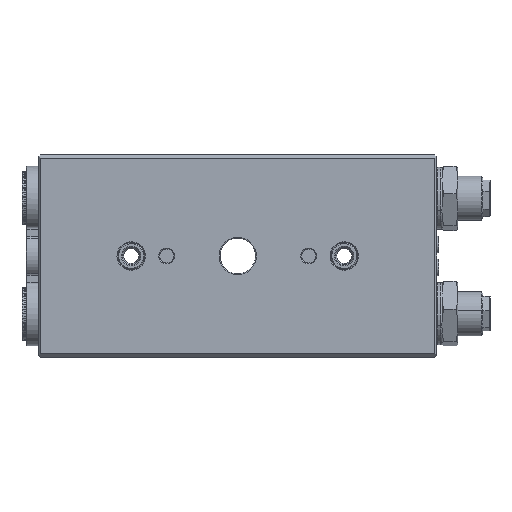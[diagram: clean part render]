
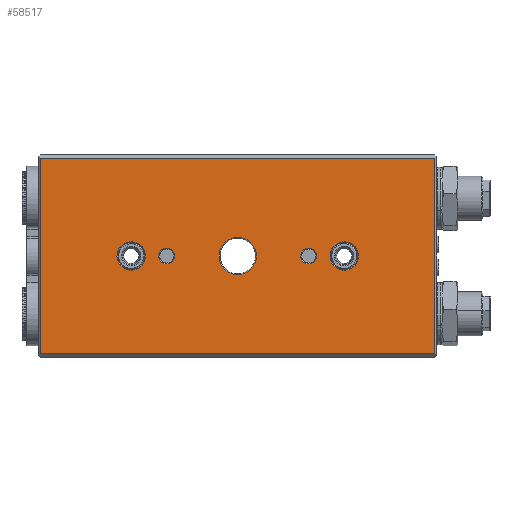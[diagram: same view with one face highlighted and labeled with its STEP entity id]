
A CAD part, front view. The second image highlights one B-rep face of the part: STEP entity #58517.
In plain terms, the highlighted planar face has unit normal (0, -1, 0).
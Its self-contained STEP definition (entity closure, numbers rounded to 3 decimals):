
#90 = FACE_BOUND ( 'NONE', #43636, .T. ) ;
#377 = DIRECTION ( 'NONE',  ( 0., 0., -1. ) ) ;
#578 = CARTESIAN_POINT ( 'NONE',  ( -40., 0., 0. ) ) ;
#1290 = EDGE_CURVE ( 'NONE', #39896, #44112, #53874, .T. ) ;
#1357 = VECTOR ( 'NONE', #48217, 1000. ) ;
#1593 = AXIS2_PLACEMENT_3D ( 'NONE', #25243, #30615, #41352 ) ;
#1733 = ORIENTED_EDGE ( 'NONE', *, *, #23765, .T. ) ;
#1891 = DIRECTION ( 'NONE',  ( 1., 0., 0. ) ) ;
#2218 = EDGE_LOOP ( 'NONE', ( #1733, #45547 ) ) ;
#2783 = CARTESIAN_POINT ( 'NONE',  ( -40., 0., 4.5 ) ) ;
#3001 = CIRCLE ( 'NONE', #65446, 4.5 ) ;
#4564 = EDGE_CURVE ( 'NONE', #42624, #34825, #46914, .T. ) ;
#5130 = VERTEX_POINT ( 'NONE', #18606 ) ;
#5834 = CIRCLE ( 'NONE', #56904, 8. ) ;
#6150 = LINE ( 'NONE', #32336, #30168 ) ;
#7263 = FACE_BOUND ( 'NONE', #44590, .T. ) ;
#7453 = CARTESIAN_POINT ( 'NONE',  ( 40., 0., 0. ) ) ;
#7893 = ORIENTED_EDGE ( 'NONE', *, *, #44888, .T. ) ;
#8174 = LINE ( 'NONE', #16545, #29002 ) ;
#10202 = ORIENTED_EDGE ( 'NONE', *, *, #1290, .T. ) ;
#10412 = DIRECTION ( 'NONE',  ( 0., 1., 0. ) ) ;
#10902 = DIRECTION ( 'NONE',  ( -1., 0., 0. ) ) ;
#11128 = DIRECTION ( 'NONE',  ( 0., 1., 0. ) ) ;
#11312 = FACE_BOUND ( 'NONE', #24465, .T. ) ;
#12601 = DIRECTION ( 'NONE',  ( 0., 0., -1. ) ) ;
#12674 = VERTEX_POINT ( 'NONE', #61184 ) ;
#12752 = CARTESIAN_POINT ( 'NONE',  ( 111., 0., 57. ) ) ;
#13953 = ORIENTED_EDGE ( 'NONE', *, *, #30782, .T. ) ;
#16183 = VERTEX_POINT ( 'NONE', #52956 ) ;
#16248 = DIRECTION ( 'NONE',  ( 0., 0., -1. ) ) ;
#16312 = CARTESIAN_POINT ( 'NONE',  ( -60., 0., 0. ) ) ;
#16545 = CARTESIAN_POINT ( 'NONE',  ( -111., 0., 55. ) ) ;
#16826 = CIRCLE ( 'NONE', #25709, 10.5 ) ;
#17110 = AXIS2_PLACEMENT_3D ( 'NONE', #16312, #11128, #27696 ) ;
#17419 = CARTESIAN_POINT ( 'NONE',  ( 111., 0., -55. ) ) ;
#17508 = ORIENTED_EDGE ( 'NONE', *, *, #51291, .T. ) ;
#18606 = CARTESIAN_POINT ( 'NONE',  ( -111., 0., -55. ) ) ;
#18924 = AXIS2_PLACEMENT_3D ( 'NONE', #19958, #45526, #56124 ) ;
#19021 = VECTOR ( 'NONE', #32624, 1000. ) ;
#19121 = AXIS2_PLACEMENT_3D ( 'NONE', #578, #32797, #16248 ) ;
#19673 = ORIENTED_EDGE ( 'NONE', *, *, #22380, .T. ) ;
#19958 = CARTESIAN_POINT ( 'NONE',  ( -40., 0., 0. ) ) ;
#20488 = AXIS2_PLACEMENT_3D ( 'NONE', #23699, #60083, #59633 ) ;
#20937 = CARTESIAN_POINT ( 'NONE',  ( 40., 0., 4.5 ) ) ;
#21194 = CIRCLE ( 'NONE', #20488, 4.5 ) ;
#21229 = CARTESIAN_POINT ( 'NONE',  ( 40., 0., -4.5 ) ) ;
#21482 = ORIENTED_EDGE ( 'NONE', *, *, #31442, .T. ) ;
#22380 = EDGE_CURVE ( 'NONE', #58194, #12674, #26164, .T. ) ;
#22970 = VERTEX_POINT ( 'NONE', #23124 ) ;
#23124 = CARTESIAN_POINT ( 'NONE',  ( 60., 0., -8. ) ) ;
#23152 = CARTESIAN_POINT ( 'NONE',  ( -60., 0., -8. ) ) ;
#23699 = CARTESIAN_POINT ( 'NONE',  ( 40., 0., 0. ) ) ;
#23765 = EDGE_CURVE ( 'NONE', #51134, #43825, #21194, .T. ) ;
#23867 = CARTESIAN_POINT ( 'NONE',  ( 60., 0., 8. ) ) ;
#24465 = EDGE_LOOP ( 'NONE', ( #21482, #52110 ) ) ;
#25243 = CARTESIAN_POINT ( 'NONE',  ( 0., 0., 0. ) ) ;
#25709 = AXIS2_PLACEMENT_3D ( 'NONE', #40901, #10412, #377 ) ;
#26164 = LINE ( 'NONE', #12752, #1357 ) ;
#26478 = DIRECTION ( 'NONE',  ( 0., 1., 0. ) ) ;
#26903 = DIRECTION ( 'NONE',  ( 0., -1., 0. ) ) ;
#27696 = DIRECTION ( 'NONE',  ( 0., 0., -1. ) ) ;
#29002 = VECTOR ( 'NONE', #10902, 1000. ) ;
#29159 = ORIENTED_EDGE ( 'NONE', *, *, #60698, .T. ) ;
#29539 = ORIENTED_EDGE ( 'NONE', *, *, #32055, .T. ) ;
#30168 = VECTOR ( 'NONE', #1891, 1000. ) ;
#30280 = CARTESIAN_POINT ( 'NONE',  ( 60., 0., 0. ) ) ;
#30615 = DIRECTION ( 'NONE',  ( 0., 1., 0. ) ) ;
#30782 = EDGE_CURVE ( 'NONE', #44112, #39896, #34692, .T. ) ;
#31442 = EDGE_CURVE ( 'NONE', #22970, #65388, #5834, .T. ) ;
#31943 = ORIENTED_EDGE ( 'NONE', *, *, #4564, .T. ) ;
#32055 = EDGE_CURVE ( 'NONE', #12674, #49320, #8174, .T. ) ;
#32336 = CARTESIAN_POINT ( 'NONE',  ( 111., 0., -55. ) ) ;
#32624 = DIRECTION ( 'NONE',  ( 0., 0., -1. ) ) ;
#32797 = DIRECTION ( 'NONE',  ( 0., 1., 0. ) ) ;
#34491 = FACE_OUTER_BOUND ( 'NONE', #42541, .T. ) ;
#34692 = CIRCLE ( 'NONE', #43484, 8. ) ;
#34825 = VERTEX_POINT ( 'NONE', #52087 ) ;
#36308 = DIRECTION ( 'NONE',  ( 0., 0., -1. ) ) ;
#38056 = CARTESIAN_POINT ( 'NONE',  ( -111., 0., 55. ) ) ;
#39023 = ORIENTED_EDGE ( 'NONE', *, *, #44032, .T. ) ;
#39337 = FACE_BOUND ( 'NONE', #2218, .T. ) ;
#39896 = VERTEX_POINT ( 'NONE', #43360 ) ;
#40901 = CARTESIAN_POINT ( 'NONE',  ( 0., 0., 0. ) ) ;
#41352 = DIRECTION ( 'NONE',  ( 0., 0., -1. ) ) ;
#42541 = EDGE_LOOP ( 'NONE', ( #19673, #29539, #17508, #39023 ) ) ;
#42577 = EDGE_CURVE ( 'NONE', #43825, #51134, #3001, .T. ) ;
#42624 = VERTEX_POINT ( 'NONE', #2783 ) ;
#43360 = CARTESIAN_POINT ( 'NONE',  ( -60., 0., 8. ) ) ;
#43484 = AXIS2_PLACEMENT_3D ( 'NONE', #55744, #44935, #55534 ) ;
#43636 = EDGE_LOOP ( 'NONE', ( #55697, #29159 ) ) ;
#43825 = VERTEX_POINT ( 'NONE', #20937 ) ;
#43944 = LINE ( 'NONE', #48165, #19021 ) ;
#44032 = EDGE_CURVE ( 'NONE', #5130, #58194, #6150, .T. ) ;
#44112 = VERTEX_POINT ( 'NONE', #23152 ) ;
#44590 = EDGE_LOOP ( 'NONE', ( #13953, #10202 ) ) ;
#44888 = EDGE_CURVE ( 'NONE', #34825, #42624, #49387, .T. ) ;
#44898 = CARTESIAN_POINT ( 'NONE',  ( 0., 0., 10.5 ) ) ;
#44935 = DIRECTION ( 'NONE',  ( 0., 1., 0. ) ) ;
#45319 = AXIS2_PLACEMENT_3D ( 'NONE', #50844, #66548, #51300 ) ;
#45526 = DIRECTION ( 'NONE',  ( 0., 1., 0. ) ) ;
#45547 = ORIENTED_EDGE ( 'NONE', *, *, #42577, .T. ) ;
#46914 = CIRCLE ( 'NONE', #18924, 4.5 ) ;
#48165 = CARTESIAN_POINT ( 'NONE',  ( -111., 0., -57. ) ) ;
#48217 = DIRECTION ( 'NONE',  ( 0., 0., 1. ) ) ;
#48296 = DIRECTION ( 'NONE',  ( 0., 1., 0. ) ) ;
#48426 = AXIS2_PLACEMENT_3D ( 'NONE', #52518, #26903, #62412 ) ;
#48833 = EDGE_LOOP ( 'NONE', ( #7893, #31943 ) ) ;
#49320 = VERTEX_POINT ( 'NONE', #38056 ) ;
#49387 = CIRCLE ( 'NONE', #19121, 4.5 ) ;
#50844 = CARTESIAN_POINT ( 'NONE',  ( 60., 0., 0. ) ) ;
#51134 = VERTEX_POINT ( 'NONE', #21229 ) ;
#51291 = EDGE_CURVE ( 'NONE', #49320, #5130, #43944, .T. ) ;
#51300 = DIRECTION ( 'NONE',  ( 0., 0., -1. ) ) ;
#52063 = PLANE ( 'NONE',  #48426 ) ;
#52087 = CARTESIAN_POINT ( 'NONE',  ( -40., 0., -4.5 ) ) ;
#52110 = ORIENTED_EDGE ( 'NONE', *, *, #58035, .T. ) ;
#52518 = CARTESIAN_POINT ( 'NONE',  ( 0., 0., 0. ) ) ;
#52956 = CARTESIAN_POINT ( 'NONE',  ( 0., 0., -10.5 ) ) ;
#53874 = CIRCLE ( 'NONE', #17110, 8. ) ;
#55534 = DIRECTION ( 'NONE',  ( 0., 0., -1. ) ) ;
#55697 = ORIENTED_EDGE ( 'NONE', *, *, #58000, .T. ) ;
#55744 = CARTESIAN_POINT ( 'NONE',  ( -60., 0., 0. ) ) ;
#56124 = DIRECTION ( 'NONE',  ( 0., 0., -1. ) ) ;
#56883 = CIRCLE ( 'NONE', #1593, 10.5 ) ;
#56904 = AXIS2_PLACEMENT_3D ( 'NONE', #30280, #26478, #36308 ) ;
#58000 = EDGE_CURVE ( 'NONE', #16183, #64124, #56883, .T. ) ;
#58035 = EDGE_CURVE ( 'NONE', #65388, #22970, #59901, .T. ) ;
#58194 = VERTEX_POINT ( 'NONE', #17419 ) ;
#58517 = ADVANCED_FACE ( 'NONE', ( #90, #7263, #61894, #39337, #11312, #34491 ), #52063, .T. ) ;
#59633 = DIRECTION ( 'NONE',  ( 0., 0., -1. ) ) ;
#59901 = CIRCLE ( 'NONE', #45319, 8. ) ;
#60083 = DIRECTION ( 'NONE',  ( 0., 1., 0. ) ) ;
#60698 = EDGE_CURVE ( 'NONE', #64124, #16183, #16826, .T. ) ;
#61184 = CARTESIAN_POINT ( 'NONE',  ( 111., 0., 55. ) ) ;
#61894 = FACE_BOUND ( 'NONE', #48833, .T. ) ;
#62412 = DIRECTION ( 'NONE',  ( 0., 0., -1. ) ) ;
#64124 = VERTEX_POINT ( 'NONE', #44898 ) ;
#65388 = VERTEX_POINT ( 'NONE', #23867 ) ;
#65446 = AXIS2_PLACEMENT_3D ( 'NONE', #7453, #48296, #12601 ) ;
#66548 = DIRECTION ( 'NONE',  ( 0., 1., 0. ) ) ;
